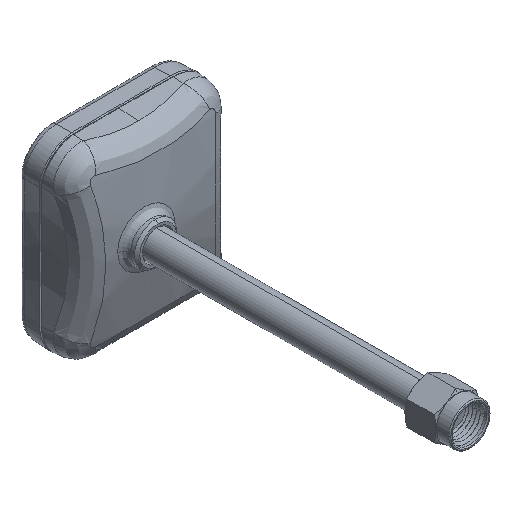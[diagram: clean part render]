
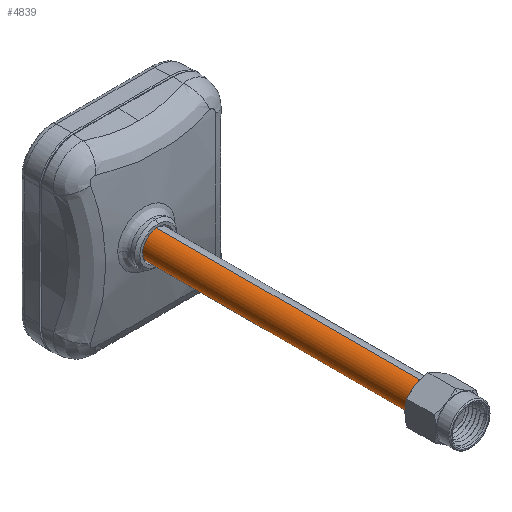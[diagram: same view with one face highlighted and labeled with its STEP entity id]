
A CAD part, isometric view. The second image highlights one B-rep face of the part: STEP entity #4839.
In plain terms, the highlighted cylindrical face has radius 2.65 mm (diameter 5.3 mm), a partial arc.
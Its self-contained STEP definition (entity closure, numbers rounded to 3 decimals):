
#192 = CARTESIAN_POINT ( 'NONE',  ( -3.31, 0., 1.09 ) ) ;
#217 = AXIS2_PLACEMENT_3D ( 'NONE', #16701, #15601, #14028 ) ;
#458 = EDGE_CURVE ( 'NONE', #5761, #8271, #3060, .T. ) ;
#1141 = CARTESIAN_POINT ( 'NONE',  ( -3.31, -55., -1.56 ) ) ;
#1462 = VERTEX_POINT ( 'NONE', #1141 ) ;
#1583 = CARTESIAN_POINT ( 'NONE',  ( -3.31, 0., 1.09 ) ) ;
#1727 = DIRECTION ( 'NONE',  ( 0., 0., -1. ) ) ;
#1819 = ORIENTED_EDGE ( 'NONE', *, *, #17960, .F. ) ;
#3060 = LINE ( 'NONE', #7680, #6640 ) ;
#3804 = EDGE_CURVE ( 'NONE', #6391, #1462, #7753, .T. ) ;
#4116 = DIRECTION ( 'NONE',  ( 0., -1., 0. ) ) ;
#4351 = FACE_OUTER_BOUND ( 'NONE', #17722, .T. ) ;
#4597 = DIRECTION ( 'NONE',  ( 0., -1., 0. ) ) ;
#4839 = ADVANCED_FACE ( 'NONE', ( #4351 ), #8418, .T. ) ;
#5359 = ORIENTED_EDGE ( 'NONE', *, *, #19438, .T. ) ;
#5545 = AXIS2_PLACEMENT_3D ( 'NONE', #192, #10873, #1727 ) ;
#5761 = VERTEX_POINT ( 'NONE', #16604 ) ;
#6391 = VERTEX_POINT ( 'NONE', #17554 ) ;
#6640 = VECTOR ( 'NONE', #4597, 1000. ) ;
#7680 = CARTESIAN_POINT ( 'NONE',  ( -3.31, 0., 3.74 ) ) ;
#7734 = DIRECTION ( 'NONE',  ( 0., 1., 0. ) ) ;
#7753 = LINE ( 'NONE', #11771, #15393 ) ;
#8271 = VERTEX_POINT ( 'NONE', #19584 ) ;
#8418 = CYLINDRICAL_SURFACE ( 'NONE', #5545, 2.65 ) ;
#10583 = AXIS2_PLACEMENT_3D ( 'NONE', #1583, #7734, #12239 ) ;
#10873 = DIRECTION ( 'NONE',  ( 0., -1., 0. ) ) ;
#11530 = ORIENTED_EDGE ( 'NONE', *, *, #3804, .T. ) ;
#11771 = CARTESIAN_POINT ( 'NONE',  ( -3.31, 0., -1.56 ) ) ;
#12239 = DIRECTION ( 'NONE',  ( 0., 0., 1. ) ) ;
#14028 = DIRECTION ( 'NONE',  ( 0., 0., 1. ) ) ;
#15393 = VECTOR ( 'NONE', #4116, 1000. ) ;
#15601 = DIRECTION ( 'NONE',  ( 0., 1., 0. ) ) ;
#16604 = CARTESIAN_POINT ( 'NONE',  ( -3.31, 0., 3.74 ) ) ;
#16701 = CARTESIAN_POINT ( 'NONE',  ( -3.31, -55., 1.09 ) ) ;
#17008 = CIRCLE ( 'NONE', #217, 2.65 ) ;
#17554 = CARTESIAN_POINT ( 'NONE',  ( -3.31, 0., -1.56 ) ) ;
#17722 = EDGE_LOOP ( 'NONE', ( #19431, #1819, #11530, #5359 ) ) ;
#17960 = EDGE_CURVE ( 'NONE', #6391, #5761, #18004, .T. ) ;
#18004 = CIRCLE ( 'NONE', #10583, 2.65 ) ;
#19431 = ORIENTED_EDGE ( 'NONE', *, *, #458, .F. ) ;
#19438 = EDGE_CURVE ( 'NONE', #1462, #8271, #17008, .T. ) ;
#19584 = CARTESIAN_POINT ( 'NONE',  ( -3.31, -55., 3.74 ) ) ;
